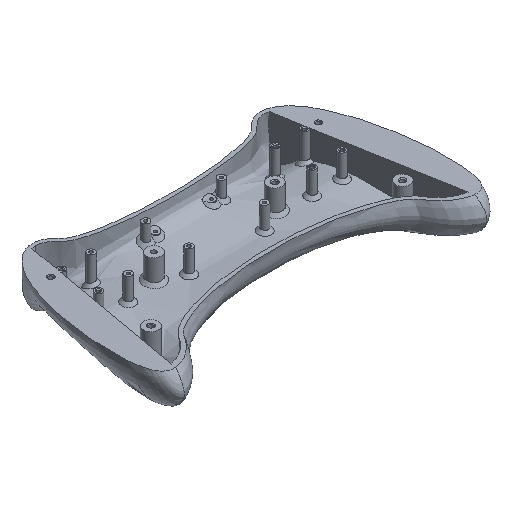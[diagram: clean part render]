
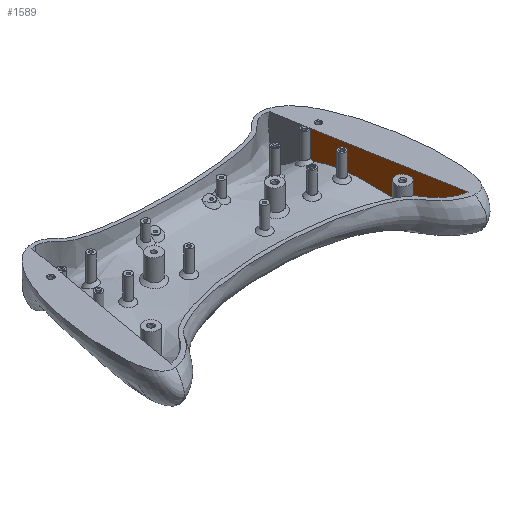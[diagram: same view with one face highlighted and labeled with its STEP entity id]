
A CAD part, isometric view. The second image highlights one B-rep face of the part: STEP entity #1589.
In plain terms, the highlighted planar face has unit normal (-0.985, -0.174, 0).
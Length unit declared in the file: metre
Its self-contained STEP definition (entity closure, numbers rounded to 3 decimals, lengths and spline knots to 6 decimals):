
#37=LINE('',#21630,#45);
#38=LINE('',#21637,#46);
#45=VECTOR('',#1947,1.);
#46=VECTOR('',#1948,1.);
#50=PLANE('',#1745);
#286=ORIENTED_EDGE('',*,*,#629,.T.);
#287=ORIENTED_EDGE('',*,*,#630,.T.);
#288=ORIENTED_EDGE('',*,*,#589,.F.);
#289=ORIENTED_EDGE('',*,*,#631,.F.);
#589=EDGE_CURVE('',#766,#767,#926,.T.);
#629=EDGE_CURVE('',#802,#803,#37,.F.);
#630=EDGE_CURVE('',#803,#767,#953,.T.);
#631=EDGE_CURVE('',#802,#766,#38,.T.);
#766=VERTEX_POINT('',#12878);
#767=VERTEX_POINT('',#12909);
#802=VERTEX_POINT('',#21631);
#803=VERTEX_POINT('',#21632);
#926=B_SPLINE_CURVE_WITH_KNOTS('',3,(#12879,#12880,#12881,#12882,#12883,
#12884,#12885,#12886,#12887,#12888,#12889,#12890,#12891,#12892,#12893,#12894,
#12895,#12896,#12897,#12898,#12899,#12900,#12901,#12902,#12903,#12904,#12905,
#12906,#12907,#12908),.UNSPECIFIED.,.F.,.F.,(4,1,1,1,1,1,1,1,1,1,1,1,1,
1,1,1,1,1,1,1,1,1,1,1,1,1,1,4),(0.203016,0.20678,0.210543,
0.214307,0.216189,0.218071,0.219953,
0.221835,0.225598,0.229362,0.233126,
0.23689,0.240653,0.244417,0.248181,
0.255708,0.263236,0.270763,0.278291,
0.285818,0.293346,0.29711,0.300873,
0.302755,0.304637,0.308401,0.315928,
0.323456),.UNSPECIFIED.);
#953=B_SPLINE_CURVE_WITH_KNOTS('',3,(#21633,#21634,#21635,#21636),
 .UNSPECIFIED.,.F.,.F.,(4,4),(0.,1.),.UNSPECIFIED.);
#1042=EDGE_LOOP('',(#286,#287,#288,#289));
#1310=FACE_BOUND('',#1042,.T.);
#1589=ADVANCED_FACE('',(#1310),#50,.F.);
#1745=AXIS2_PLACEMENT_3D('',#21629,#1945,#1946);
#1945=DIRECTION('',(0.985,0.174,0.));
#1946=DIRECTION('',(0.174,-0.985,0.));
#1947=DIRECTION('',(0.,0.,1.));
#1948=DIRECTION('',(0.174,-0.985,0.));
#12878=CARTESIAN_POINT('',(0.099908,-0.056193,0.));
#12879=CARTESIAN_POINT('',(0.099908,-0.056193,0.));
#12880=CARTESIAN_POINT('',(0.100073,-0.057129,-0.000787));
#12881=CARTESIAN_POINT('',(0.100407,-0.05902,-0.002345));
#12882=CARTESIAN_POINT('',(0.100838,-0.061465,-0.005059));
#12883=CARTESIAN_POINT('',(0.101147,-0.063218,-0.007647));
#12884=CARTESIAN_POINT('',(0.101314,-0.064167,-0.009979));
#12885=CARTESIAN_POINT('',(0.101356,-0.064406,-0.011859));
#12886=CARTESIAN_POINT('',(0.101297,-0.064068,-0.013723));
#12887=CARTESIAN_POINT('',(0.101115,-0.063038,-0.01601));
#12888=CARTESIAN_POINT('',(0.100759,-0.061015,-0.018396));
#12889=CARTESIAN_POINT('',(0.100227,-0.057998,-0.020579));
#12890=CARTESIAN_POINT('',(0.099646,-0.054703,-0.022163));
#12891=CARTESIAN_POINT('',(0.099022,-0.051165,-0.02325));
#12892=CARTESIAN_POINT('',(0.098389,-0.047578,-0.023893));
#12893=CARTESIAN_POINT('',(0.097751,-0.043957,-0.024236));
#12894=CARTESIAN_POINT('',(0.096891,-0.03908,-0.024384));
#12895=CARTESIAN_POINT('',(0.09582,-0.033005,-0.024117));
#12896=CARTESIAN_POINT('',(0.094548,-0.025796,-0.023342));
#12897=CARTESIAN_POINT('',(0.093284,-0.018626,-0.022253));
#12898=CARTESIAN_POINT('',(0.092025,-0.011486,-0.020955));
#12899=CARTESIAN_POINT('',(0.09077,-0.004364,-0.019534));
#12900=CARTESIAN_POINT('',(0.089723,0.001573,-0.018349));
#12901=CARTESIAN_POINT('',(0.088883,0.006334,-0.017518));
#12902=CARTESIAN_POINT('',(0.088354,0.009333,-0.017087));
#12903=CARTESIAN_POINT('',(0.087934,0.01172,-0.016828));
#12904=CARTESIAN_POINT('',(0.087496,0.014202,-0.01663));
#12905=CARTESIAN_POINT('',(0.086735,0.018516,-0.016498));
#12906=CARTESIAN_POINT('',(0.085644,0.024701,-0.016998));
#12907=CARTESIAN_POINT('',(0.0848,0.029493,-0.017941));
#12908=CARTESIAN_POINT('',(0.084382,0.03186,-0.018557));
#12909=CARTESIAN_POINT('',(0.084382,0.03186,-0.018557));
#21629=CARTESIAN_POINT('',(0.087286,0.015391,0.));
#21630=CARTESIAN_POINT('',(0.083974,0.034177,-0.028908));
#21631=CARTESIAN_POINT('',(0.083974,0.034177,0.));
#21632=CARTESIAN_POINT('',(0.083974,0.034177,-0.01715));
#21633=CARTESIAN_POINT('',(0.083974,0.034177,-0.01715));
#21634=CARTESIAN_POINT('',(0.084074,0.03361,-0.017404));
#21635=CARTESIAN_POINT('',(0.08421,0.032838,-0.017873));
#21636=CARTESIAN_POINT('',(0.084382,0.03186,-0.018557));
#21637=CARTESIAN_POINT('',(0.087286,0.015391,0.));
